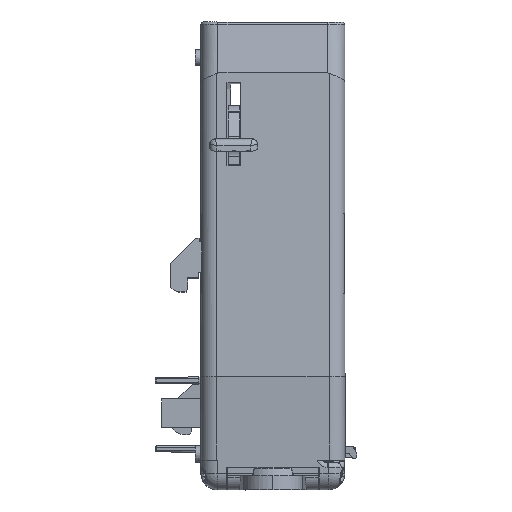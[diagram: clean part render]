
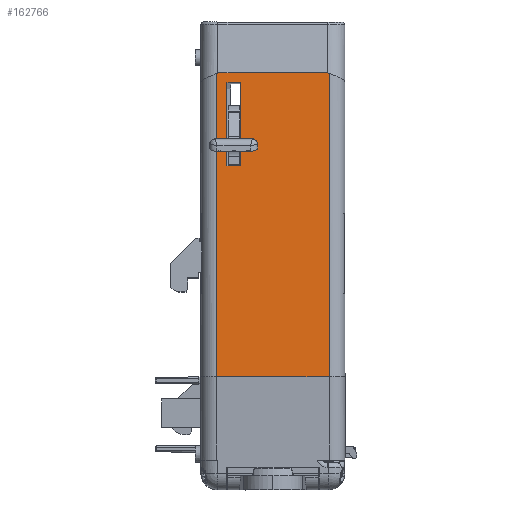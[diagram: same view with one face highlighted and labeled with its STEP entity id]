
A CAD part, front view. The second image highlights one B-rep face of the part: STEP entity #162766.
In plain terms, the highlighted planar face has unit normal (0, -0.999, 0.044).
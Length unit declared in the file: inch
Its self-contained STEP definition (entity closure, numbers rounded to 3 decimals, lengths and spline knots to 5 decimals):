
#141 = DIRECTION ( 'NONE',  ( -1., 0., 0. ) ) ;
#1786 = ORIENTED_EDGE ( 'NONE', *, *, #121712, .T. ) ;
#2922 = VECTOR ( 'NONE', #162070, 39.37008 ) ;
#5941 = DIRECTION ( 'NONE',  ( 0., 0.044, 0.999 ) ) ;
#7198 = LINE ( 'NONE', #27821, #2922 ) ;
#7355 = LINE ( 'NONE', #143785, #43516 ) ;
#9659 = CARTESIAN_POINT ( 'NONE',  ( -0.27568, -1.8454, -0.27102 ) ) ;
#14011 = CARTESIAN_POINT ( 'NONE',  ( 0.50162, -1.84545, -0.27225 ) ) ;
#14360 = VECTOR ( 'NONE', #63189, 39.37008 ) ;
#14369 = PLANE ( 'NONE',  #138430 ) ;
#15208 = LINE ( 'NONE', #18476, #132164 ) ;
#15802 = EDGE_CURVE ( 'NONE', #61955, #41938, #120339, .T. ) ;
#18476 = CARTESIAN_POINT ( 'NONE',  ( -0.27838, -1.97175, -3.16491 ) ) ;
#18946 = ORIENTED_EDGE ( 'NONE', *, *, #91171, .F. ) ;
#19406 = ORIENTED_EDGE ( 'NONE', *, *, #117060, .F. ) ;
#20725 = LINE ( 'NONE', #37568, #14360 ) ;
#27821 = CARTESIAN_POINT ( 'NONE',  ( 0.61162, -1.93743, -2.379 ) ) ;
#29687 = CARTESIAN_POINT ( 'NONE',  ( 0.50162, -1.93743, -2.379 ) ) ;
#34832 = ORIENTED_EDGE ( 'NONE', *, *, #49523, .T. ) ;
#37568 = CARTESIAN_POINT ( 'NONE',  ( 5.65427, -1.84826, -0.33664 ) ) ;
#41938 = VERTEX_POINT ( 'NONE', #143849 ) ;
#43516 = VECTOR ( 'NONE', #102909, 39.37008 ) ;
#46734 = CARTESIAN_POINT ( 'NONE',  ( -0.1115, -1.87354, -0.91565 ) ) ;
#48381 = B_SPLINE_CURVE_WITH_KNOTS ( 'NONE', 3,
 ( #51316, #9659, #133232, #92321 ),
 .UNSPECIFIED., .F., .F.,
 ( 4, 4 ),
 ( 0., 1. ),
 .UNSPECIFIED. ) ;
#48710 = VERTEX_POINT ( 'NONE', #46734 ) ;
#48827 = DIRECTION ( 'NONE',  ( 0., 0.044, 0.999 ) ) ;
#49523 = EDGE_CURVE ( 'NONE', #88587, #156783, #20725, .T. ) ;
#50998 = ORIENTED_EDGE ( 'NONE', *, *, #99145, .T. ) ;
#51316 = CARTESIAN_POINT ( 'NONE',  ( -0.27838, -1.84545, -0.27225 ) ) ;
#52221 = VERTEX_POINT ( 'NONE', #142312 ) ;
#52731 = CARTESIAN_POINT ( 'NONE',  ( 0.49892, -1.8454, -0.27102 ) ) ;
#55442 = DIRECTION ( 'NONE',  ( 0., -0.999, 0.044 ) ) ;
#56094 = CARTESIAN_POINT ( 'NONE',  ( 5.65427, -1.87354, -0.91565 ) ) ;
#57790 = CARTESIAN_POINT ( 'NONE',  ( -0.1115, -1.84826, -0.33664 ) ) ;
#61955 = VERTEX_POINT ( 'NONE', #29687 ) ;
#62441 = ORIENTED_EDGE ( 'NONE', *, *, #15802, .T. ) ;
#63189 = DIRECTION ( 'NONE',  ( 1., 0., 0. ) ) ;
#64165 = VERTEX_POINT ( 'NONE', #159233 ) ;
#68051 = ORIENTED_EDGE ( 'NONE', *, *, #138760, .F. ) ;
#69197 = DIRECTION ( 'NONE',  ( 0., 0.044, 0.999 ) ) ;
#69449 = EDGE_CURVE ( 'NONE', #52221, #88587, #144843, .T. ) ;
#70515 = VECTOR ( 'NONE', #97246, 39.37008 ) ;
#71535 = ORIENTED_EDGE ( 'NONE', *, *, #69449, .T. ) ;
#78179 = EDGE_LOOP ( 'NONE', ( #50998, #156223, #71535, #34832 ) ) ;
#78437 = FACE_BOUND ( 'NONE', #78179, .T. ) ;
#87017 = FACE_OUTER_BOUND ( 'NONE', #135809, .T. ) ;
#88135 = CARTESIAN_POINT ( 'NONE',  ( -0.2074, -1.84537, -0.2704 ) ) ;
#88587 = VERTEX_POINT ( 'NONE', #104880 ) ;
#88831 = VERTEX_POINT ( 'NONE', #98267 ) ;
#91171 = EDGE_CURVE ( 'NONE', #88831, #102270, #15208, .T. ) ;
#92321 = CARTESIAN_POINT ( 'NONE',  ( -0.27027, -1.84537, -0.2704 ) ) ;
#94910 = CARTESIAN_POINT ( 'NONE',  ( 0.49622, -1.84537, -0.2704 ) ) ;
#97246 = DIRECTION ( 'NONE',  ( 0., -0.044, -0.999 ) ) ;
#98267 = CARTESIAN_POINT ( 'NONE',  ( -0.27838, -1.93743, -2.379 ) ) ;
#98437 = CARTESIAN_POINT ( 'NONE',  ( -0.1115, -1.84537, -0.2704 ) ) ;
#99145 = EDGE_CURVE ( 'NONE', #156783, #48710, #142711, .T. ) ;
#100292 = VECTOR ( 'NONE', #48827, 39.37008 ) ;
#102270 = VERTEX_POINT ( 'NONE', #173100 ) ;
#102909 = DIRECTION ( 'NONE',  ( -1., 0., 0. ) ) ;
#104880 = CARTESIAN_POINT ( 'NONE',  ( -0.2074, -1.84826, -0.33664 ) ) ;
#107574 = VECTOR ( 'NONE', #69197, 39.37008 ) ;
#108945 = ORIENTED_EDGE ( 'NONE', *, *, #116246, .T. ) ;
#116246 = EDGE_CURVE ( 'NONE', #158016, #64165, #7355, .T. ) ;
#117060 = EDGE_CURVE ( 'NONE', #61955, #88831, #7198, .T. ) ;
#120339 = LINE ( 'NONE', #121438, #107574 ) ;
#121438 = CARTESIAN_POINT ( 'NONE',  ( 0.50162, -1.84537, -0.2704 ) ) ;
#121712 = EDGE_CURVE ( 'NONE', #41938, #158016, #175516, .T. ) ;
#126060 = VECTOR ( 'NONE', #141, 39.37008 ) ;
#126157 = CARTESIAN_POINT ( 'NONE',  ( 0.49351, -1.84537, -0.2704 ) ) ;
#132164 = VECTOR ( 'NONE', #5941, 39.37008 ) ;
#133232 = CARTESIAN_POINT ( 'NONE',  ( -0.27297, -1.84537, -0.2704 ) ) ;
#133977 = EDGE_CURVE ( 'NONE', #48710, #52221, #162197, .T. ) ;
#135809 = EDGE_LOOP ( 'NONE', ( #19406, #62441, #1786, #108945, #68051, #18946 ) ) ;
#136785 = CARTESIAN_POINT ( 'NONE',  ( 5.65427, -1.84537, -0.2704 ) ) ;
#138430 = AXIS2_PLACEMENT_3D ( 'NONE', #136785, #55442, #150400 ) ;
#138760 = EDGE_CURVE ( 'NONE', #102270, #64165, #48381, .T. ) ;
#142312 = CARTESIAN_POINT ( 'NONE',  ( -0.2074, -1.87354, -0.91565 ) ) ;
#142711 = LINE ( 'NONE', #98437, #70515 ) ;
#143785 = CARTESIAN_POINT ( 'NONE',  ( 5.65427, -1.84537, -0.2704 ) ) ;
#143849 = CARTESIAN_POINT ( 'NONE',  ( 0.50162, -1.84545, -0.27225 ) ) ;
#144843 = LINE ( 'NONE', #88135, #100292 ) ;
#150400 = DIRECTION ( 'NONE',  ( 0., -0.044, -0.999 ) ) ;
#156223 = ORIENTED_EDGE ( 'NONE', *, *, #133977, .T. ) ;
#156783 = VERTEX_POINT ( 'NONE', #57790 ) ;
#158016 = VERTEX_POINT ( 'NONE', #126157 ) ;
#159233 = CARTESIAN_POINT ( 'NONE',  ( -0.27027, -1.84537, -0.2704 ) ) ;
#161396 = CARTESIAN_POINT ( 'NONE',  ( 0.49351, -1.84537, -0.2704 ) ) ;
#162070 = DIRECTION ( 'NONE',  ( -1., 0., 0. ) ) ;
#162197 = LINE ( 'NONE', #56094, #126060 ) ;
#162766 = ADVANCED_FACE ( 'NONE', ( #87017, #78437 ), #14369, .T. ) ;
#173100 = CARTESIAN_POINT ( 'NONE',  ( -0.27838, -1.84545, -0.27225 ) ) ;
#175516 = B_SPLINE_CURVE_WITH_KNOTS ( 'NONE', 3,
 ( #14011, #52731, #94910, #161396 ),
 .UNSPECIFIED., .F., .F.,
 ( 4, 4 ),
 ( 0., 1. ),
 .UNSPECIFIED. ) ;
